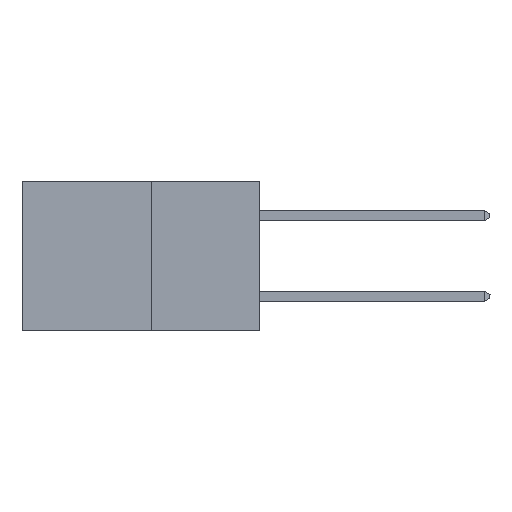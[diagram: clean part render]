
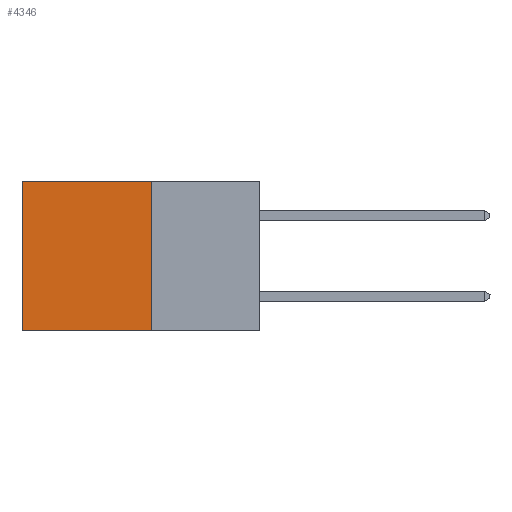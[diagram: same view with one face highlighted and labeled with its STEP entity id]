
A CAD part, left-side view. The second image highlights one B-rep face of the part: STEP entity #4346.
In plain terms, the highlighted planar face has unit normal (-1, 0, 0).
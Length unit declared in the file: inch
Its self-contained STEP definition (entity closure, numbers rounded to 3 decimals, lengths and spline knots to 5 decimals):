
#368 = EDGE_CURVE ( 'NONE', #7595, #5461, #5496, .T. ) ;
#577 = CARTESIAN_POINT ( 'NONE',  ( 0.277, 0.27, 0. ) ) ;
#729 = LINE ( 'NONE', #2348, #6778 ) ;
#1235 = ORIENTED_EDGE ( 'NONE', *, *, #4989, .F. ) ;
#1669 = EDGE_CURVE ( 'NONE', #6570, #7595, #729, .T. ) ;
#2348 = CARTESIAN_POINT ( 'NONE',  ( 0.277, 0.27, 0. ) ) ;
#2537 = AXIS2_PLACEMENT_3D ( 'NONE', #6836, #7712, #7289 ) ;
#2828 = LINE ( 'NONE', #4317, #6737 ) ;
#3417 = VECTOR ( 'NONE', #4377, 39.37008 ) ;
#3587 = FACE_OUTER_BOUND ( 'NONE', #7427, .T. ) ;
#3632 = DIRECTION ( 'NONE',  ( 0., 1., 0. ) ) ;
#3803 = VECTOR ( 'NONE', #7916, 39.37008 ) ;
#4317 = CARTESIAN_POINT ( 'NONE',  ( 0.277, 0.27, -0.37 ) ) ;
#4346 = ADVANCED_FACE ( 'NONE', ( #3587 ), #6986, .F. ) ;
#4377 = DIRECTION ( 'NONE',  ( 0., 0., -1. ) ) ;
#4591 = CARTESIAN_POINT ( 'NONE',  ( 0.277, 0.59, -0.37 ) ) ;
#4989 = EDGE_CURVE ( 'NONE', #8621, #5461, #2828, .T. ) ;
#5360 = EDGE_CURVE ( 'NONE', #6570, #8621, #7849, .T. ) ;
#5461 = VERTEX_POINT ( 'NONE', #9296 ) ;
#5496 = LINE ( 'NONE', #4591, #3417 ) ;
#5503 = ORIENTED_EDGE ( 'NONE', *, *, #5360, .F. ) ;
#6177 = CARTESIAN_POINT ( 'NONE',  ( 0.277, 0.59, 0. ) ) ;
#6570 = VERTEX_POINT ( 'NONE', #577 ) ;
#6737 = VECTOR ( 'NONE', #6739, 39.37008 ) ;
#6739 = DIRECTION ( 'NONE',  ( 0., 1., 0. ) ) ;
#6778 = VECTOR ( 'NONE', #3632, 39.37008 ) ;
#6836 = CARTESIAN_POINT ( 'NONE',  ( 0.277, 0.27, -0.37 ) ) ;
#6986 = PLANE ( 'NONE',  #2537 ) ;
#7192 = CARTESIAN_POINT ( 'NONE',  ( 0.277, 0.27, -0.37 ) ) ;
#7289 = DIRECTION ( 'NONE',  ( 0., 0., -1. ) ) ;
#7427 = EDGE_LOOP ( 'NONE', ( #8885, #1235, #5503, #9064 ) ) ;
#7595 = VERTEX_POINT ( 'NONE', #6177 ) ;
#7712 = DIRECTION ( 'NONE',  ( 1., 0., 0. ) ) ;
#7849 = LINE ( 'NONE', #7192, #3803 ) ;
#7916 = DIRECTION ( 'NONE',  ( 0., 0., -1. ) ) ;
#8621 = VERTEX_POINT ( 'NONE', #8997 ) ;
#8885 = ORIENTED_EDGE ( 'NONE', *, *, #368, .T. ) ;
#8997 = CARTESIAN_POINT ( 'NONE',  ( 0.277, 0.27, -0.37 ) ) ;
#9064 = ORIENTED_EDGE ( 'NONE', *, *, #1669, .T. ) ;
#9296 = CARTESIAN_POINT ( 'NONE',  ( 0.277, 0.59, -0.37 ) ) ;
